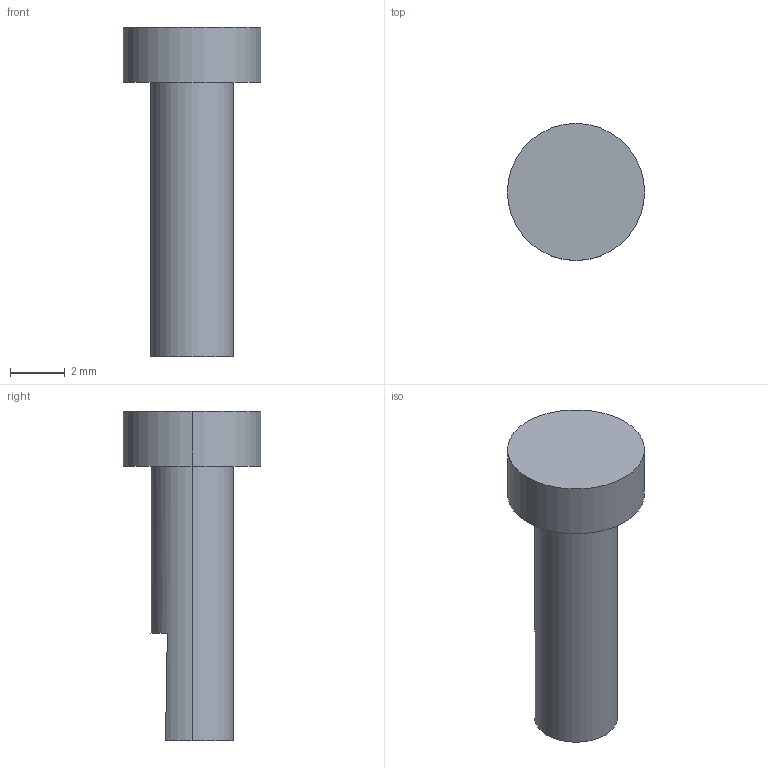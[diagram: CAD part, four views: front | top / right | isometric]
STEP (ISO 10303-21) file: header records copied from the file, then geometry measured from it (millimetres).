
FILE_DESCRIPTION (( 'STEP AP203' ), '1' );
FILE_NAME ('2936.STEP', '2025-03-19T23:01:38', ( '' ), ( '' ), 'SwSTEP 2.0', 'SolidWorks 2019', '' );
FILE_SCHEMA (( 'CONFIG_CONTROL_DESIGN' ));
Length unit declared in the file: millimetre
Products named in the file (1): 2936
Bounding box: 5 x 5 x 12 mm (x, y, z)
Volume: 101.1 mm3; surface area: 177.2 mm2
Topology: 1 solids, 1 shells, 15 faces, 36 edges, 23 vertices
Faces by surface type: cylinder 8, plane 6, bspline 1
Entity records: 690 total; most frequent: CARTESIAN_POINT 259, DIRECTION 80, ORIENTED_EDGE 72, AXIS2_PLACEMENT_3D 36, EDGE_CURVE 36, VERTEX_POINT 23, CIRCLE 21, EDGE_LOOP 17
